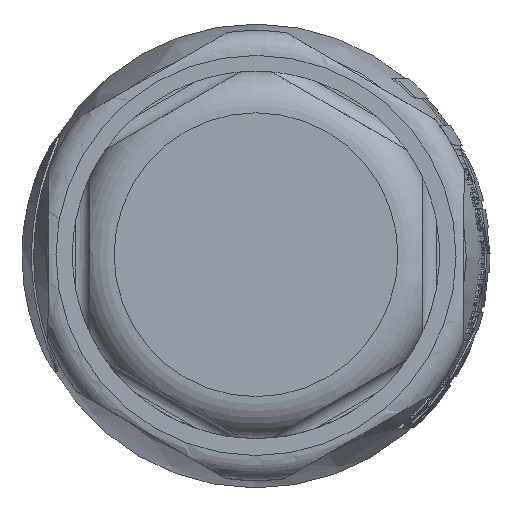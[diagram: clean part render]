
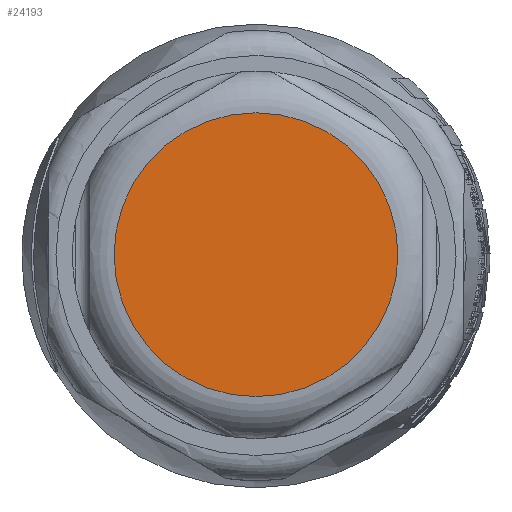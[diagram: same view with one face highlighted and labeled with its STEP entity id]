
A CAD part, top view. The second image highlights one B-rep face of the part: STEP entity #24193.
In plain terms, the highlighted planar face has unit normal (0, 0, 1).
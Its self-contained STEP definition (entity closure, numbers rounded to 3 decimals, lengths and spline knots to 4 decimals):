
#5444=FACE_OUTER_BOUND('',#6755,.T.);
#6755=EDGE_LOOP('',(#19345,#19346));
#7927=CIRCLE('',#26172,1.025);
#7928=CIRCLE('',#26173,1.025);
#9979=VERTEX_POINT('',#45347);
#9980=VERTEX_POINT('',#45348);
#13219=EDGE_CURVE('',#9979,#9980,#7927,.T.);
#13220=EDGE_CURVE('',#9980,#9979,#7928,.T.);
#19345=ORIENTED_EDGE('',*,*,#13219,.F.);
#19346=ORIENTED_EDGE('',*,*,#13220,.F.);
#21845=PLANE('',#26171);
#24193=ADVANCED_FACE('',(#5444),#21845,.T.);
#26171=AXIS2_PLACEMENT_3D('',#45346,#30898,#30899);
#26172=AXIS2_PLACEMENT_3D('',#45349,#30900,#30901);
#26173=AXIS2_PLACEMENT_3D('',#45350,#30902,#30903);
#30898=DIRECTION('center_axis',(0.,0.,
1.));
#30899=DIRECTION('ref_axis',(0.,-1.,0.));
#30900=DIRECTION('center_axis',(0.,0.,
-1.));
#30901=DIRECTION('ref_axis',(0.,-1.,0.));
#30902=DIRECTION('center_axis',(0.,0.,
-1.));
#30903=DIRECTION('ref_axis',(0.,-1.,0.));
#45346=CARTESIAN_POINT('Origin',(1.025,0.,6.1009));
#45347=CARTESIAN_POINT('',(1.025,0.,6.1009));
#45348=CARTESIAN_POINT('',(0.,-1.025,6.1009));
#45349=CARTESIAN_POINT('Origin',(0.,0.,
6.1009));
#45350=CARTESIAN_POINT('Origin',(0.,0.,
6.1009));
